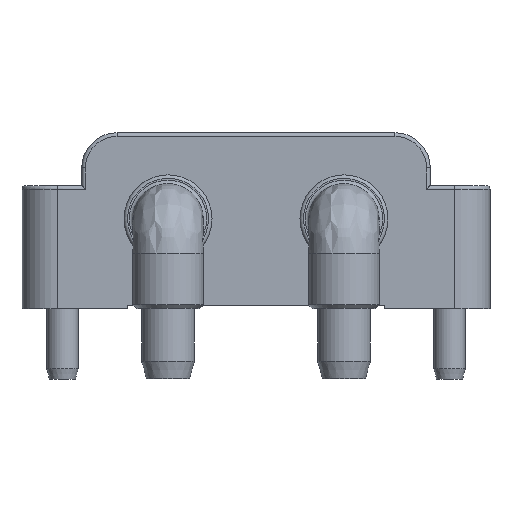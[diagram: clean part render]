
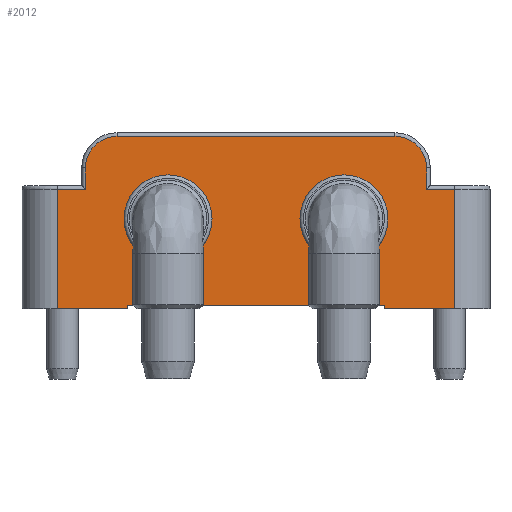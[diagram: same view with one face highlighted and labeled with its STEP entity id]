
A CAD part, top view. The second image highlights one B-rep face of the part: STEP entity #2012.
In plain terms, the highlighted face is planar.
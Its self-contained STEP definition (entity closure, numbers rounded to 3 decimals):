
#59=PLANE('',#2247);
#212=FACE_OUTER_BOUND('',#349,.T.);
#349=EDGE_LOOP('',(#1589,#1590,#1591,#1592,#1593,#1594,#1595,#1596,#1597,
#1598,#1599,#1600,#1601,#1602));
#456=LINE('',#3329,#612);
#457=LINE('',#3336,#613);
#459=LINE('',#3345,#615);
#463=LINE('',#3367,#619);
#465=LINE('',#3372,#621);
#470=LINE('',#3400,#626);
#473=LINE('',#3406,#629);
#475=LINE('',#3410,#631);
#476=LINE('',#3414,#632);
#477=LINE('',#3417,#633);
#478=LINE('',#3419,#634);
#479=LINE('',#3420,#635);
#612=VECTOR('',#2628,1000.);
#613=VECTOR('',#2637,1000.);
#615=VECTOR('',#2647,1000.);
#619=VECTOR('',#2673,1000.);
#621=VECTOR('',#2679,1000.);
#626=VECTOR('',#2712,1000.);
#629=VECTOR('',#2717,1000.);
#631=VECTOR('',#2721,1000.);
#632=VECTOR('',#2724,1000.);
#633=VECTOR('',#2727,1000.);
#634=VECTOR('',#2728,1000.);
#635=VECTOR('',#2729,1000.);
#819=CIRCLE('',#2248,0.9);
#820=CIRCLE('',#2249,0.9);
#934=VERTEX_POINT('',#3327);
#935=VERTEX_POINT('',#3328);
#936=VERTEX_POINT('',#3333);
#937=VERTEX_POINT('',#3335);
#939=VERTEX_POINT('',#3340);
#947=VERTEX_POINT('',#3365);
#948=VERTEX_POINT('',#3371);
#956=VERTEX_POINT('',#3397);
#958=VERTEX_POINT('',#3403);
#960=VERTEX_POINT('',#3409);
#961=VERTEX_POINT('',#3411);
#962=VERTEX_POINT('',#3413);
#963=VERTEX_POINT('',#3415);
#964=VERTEX_POINT('',#3418);
#1147=EDGE_CURVE('',#934,#935,#456,.T.);
#1151=EDGE_CURVE('',#937,#936,#457,.T.);
#1156=EDGE_CURVE('',#939,#934,#459,.T.);
#1167=EDGE_CURVE('',#935,#947,#463,.T.);
#1169=EDGE_CURVE('',#948,#937,#465,.T.);
#1183=EDGE_CURVE('',#936,#956,#470,.T.);
#1186=EDGE_CURVE('',#958,#947,#473,.T.);
#1188=EDGE_CURVE('',#956,#960,#475,.T.);
#1189=EDGE_CURVE('',#960,#961,#819,.T.);
#1190=EDGE_CURVE('',#961,#962,#476,.T.);
#1191=EDGE_CURVE('',#962,#963,#820,.T.);
#1192=EDGE_CURVE('',#963,#939,#477,.T.);
#1193=EDGE_CURVE('',#964,#958,#478,.T.);
#1194=EDGE_CURVE('',#964,#948,#479,.T.);
#1589=ORIENTED_EDGE('',*,*,#1151,.T.);
#1590=ORIENTED_EDGE('',*,*,#1183,.T.);
#1591=ORIENTED_EDGE('',*,*,#1188,.T.);
#1592=ORIENTED_EDGE('',*,*,#1189,.T.);
#1593=ORIENTED_EDGE('',*,*,#1190,.T.);
#1594=ORIENTED_EDGE('',*,*,#1191,.T.);
#1595=ORIENTED_EDGE('',*,*,#1192,.T.);
#1596=ORIENTED_EDGE('',*,*,#1156,.T.);
#1597=ORIENTED_EDGE('',*,*,#1147,.T.);
#1598=ORIENTED_EDGE('',*,*,#1167,.T.);
#1599=ORIENTED_EDGE('',*,*,#1186,.F.);
#1600=ORIENTED_EDGE('',*,*,#1193,.F.);
#1601=ORIENTED_EDGE('',*,*,#1194,.T.);
#1602=ORIENTED_EDGE('',*,*,#1169,.T.);
#2012=ADVANCED_FACE('',(#212),#59,.F.);
#2247=AXIS2_PLACEMENT_3D('',#3408,#2719,#2720);
#2248=AXIS2_PLACEMENT_3D('',#3412,#2722,#2723);
#2249=AXIS2_PLACEMENT_3D('',#3416,#2725,#2726);
#2628=DIRECTION('',(0.,-1.,0.));
#2637=DIRECTION('',(0.,1.,0.));
#2647=DIRECTION('',(1.,0.,0.));
#2673=DIRECTION('',(-1.,0.,0.));
#2679=DIRECTION('',(-1.,0.,0.));
#2712=DIRECTION('',(1.,0.,0.));
#2717=DIRECTION('',(0.,-1.,0.));
#2719=DIRECTION('center_axis',(0.,0.,1.));
#2720=DIRECTION('ref_axis',(1.,0.,0.));
#2721=DIRECTION('',(0.,1.,0.));
#2722=DIRECTION('center_axis',(0.,0.,-1.));
#2723=DIRECTION('ref_axis',(1.,0.,0.));
#2724=DIRECTION('',(1.,0.,0.));
#2725=DIRECTION('center_axis',(0.,0.,-1.));
#2726=DIRECTION('ref_axis',(1.,0.,0.));
#2727=DIRECTION('',(0.,-1.,0.));
#2728=DIRECTION('',(1.,0.,0.));
#2729=DIRECTION('',(0.,-1.,0.));
#3327=CARTESIAN_POINT('',(5.65,3.4,-2.7));
#3328=CARTESIAN_POINT('',(5.65,0.,-2.7));
#3329=CARTESIAN_POINT('',(5.65,5.,-2.7));
#3333=CARTESIAN_POINT('',(-5.65,3.4,-2.7));
#3335=CARTESIAN_POINT('',(-5.65,0.,-2.7));
#3336=CARTESIAN_POINT('',(-5.65,5.,-2.7));
#3340=CARTESIAN_POINT('',(4.85,3.4,-2.7));
#3345=CARTESIAN_POINT('',(4.95,3.4,-2.7));
#3365=CARTESIAN_POINT('',(3.65,0.,-2.7));
#3367=CARTESIAN_POINT('',(3.65,0.,-2.7));
#3371=CARTESIAN_POINT('',(-3.65,0.,-2.7));
#3372=CARTESIAN_POINT('',(-3.65,0.,-2.7));
#3397=CARTESIAN_POINT('',(-4.85,3.4,-2.7));
#3400=CARTESIAN_POINT('',(-4.85,3.4,-2.7));
#3403=CARTESIAN_POINT('',(3.65,0.1,-2.7));
#3406=CARTESIAN_POINT('',(3.65,3.5,-2.7));
#3408=CARTESIAN_POINT('Origin',(4.95,5.,-2.7));
#3409=CARTESIAN_POINT('',(-4.85,4.,-2.7));
#3410=CARTESIAN_POINT('',(-4.85,5.,-2.7));
#3411=CARTESIAN_POINT('',(-3.95,4.9,-2.7));
#3412=CARTESIAN_POINT('Origin',(-3.95,4.,-2.7));
#3413=CARTESIAN_POINT('',(3.95,4.9,-2.7));
#3414=CARTESIAN_POINT('',(3.95,4.9,-2.7));
#3415=CARTESIAN_POINT('',(4.85,4.,-2.7));
#3416=CARTESIAN_POINT('Origin',(3.95,4.,-2.7));
#3417=CARTESIAN_POINT('',(4.85,5.,-2.7));
#3418=CARTESIAN_POINT('',(-3.65,0.1,-2.7));
#3419=CARTESIAN_POINT('',(-4.95,0.1,-2.7));
#3420=CARTESIAN_POINT('',(-3.65,3.5,-2.7));
